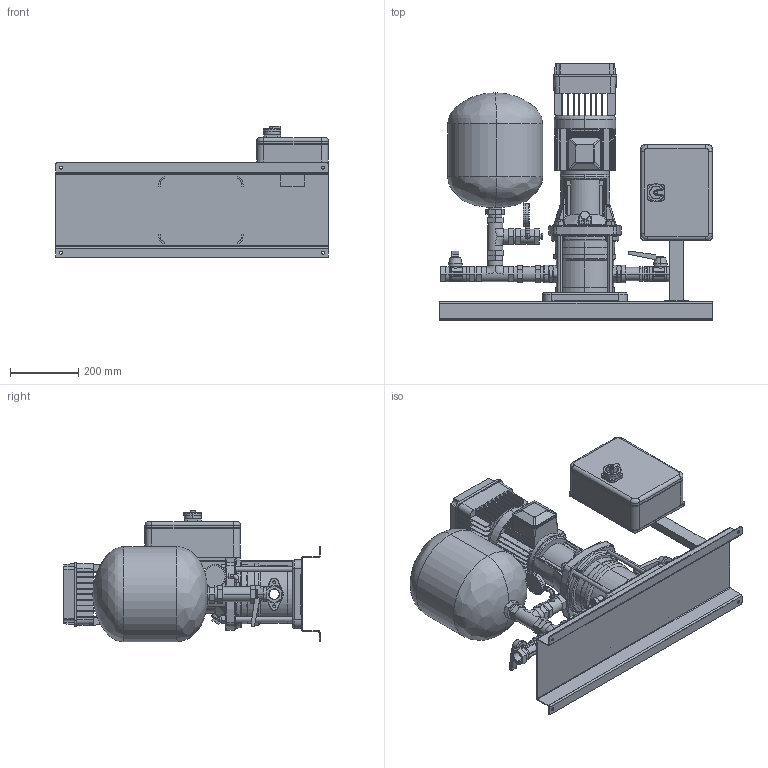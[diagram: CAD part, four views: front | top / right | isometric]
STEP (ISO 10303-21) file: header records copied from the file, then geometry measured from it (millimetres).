
FILE_DESCRIPTION (( 'STEP AP214' ), '1' );
FILE_NAME ('1SBI_10-4_TE_ZB00050561.STEP', '2022-02-04T07:46:54', ( '' ), ( '' ), 'SwSTEP 2.0', 'SolidWorks 2020', '' );
FILE_SCHEMA (( 'AUTOMOTIVE_DESIGN' ));
Length unit declared in the file: mil
Products named in the file (1): 1SBI_10-4_TE_ZB00050561
Bounding box: 800 x 752 x 387 mm (x, y, z)
Volume: 37278252.9 mm3; surface area: 2991355.5 mm2
Topology: 31 solids, 39 shells, 1799 faces, 4630 edges, 2959 vertices
Faces by surface type: plane 839, cylinder 580, bspline 210, torus 106, cone 58, sphere 6
Entity records: 77227 total; most frequent: CARTESIAN_POINT 34199, ORIENTED_EDGE 9226, DIRECTION 8185, EDGE_CURVE 4613, VERTEX_POINT 2959, AXIS2_PLACEMENT_3D 2882, VECTOR 2421, LINE 2421
